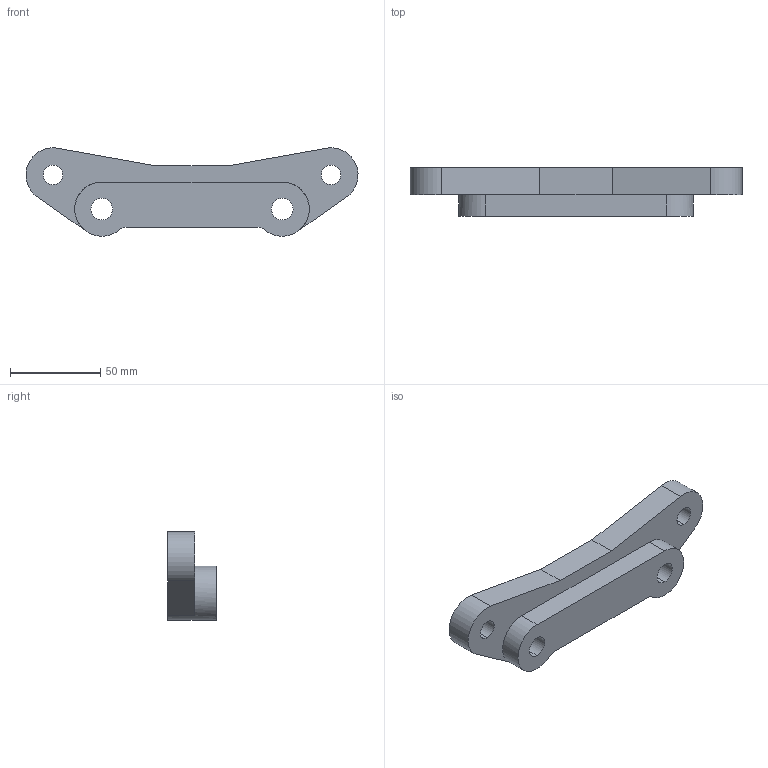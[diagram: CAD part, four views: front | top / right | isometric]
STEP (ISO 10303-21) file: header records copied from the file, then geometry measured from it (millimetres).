
FILE_DESCRIPTION (( 'STEP AP214' ), '1' );
FILE_NAME ('CalesEtriersBrembo607_SubaruGT.STEP', '2021-03-09T13:20:07', ( '' ), ( '' ), 'SwSTEP 2.0', 'SolidWorks 2019', '' );
FILE_SCHEMA (( 'AUTOMOTIVE_DESIGN' ));
Length unit declared in the file: millimetre
Products named in the file (1): CalesEtriersBrembo607_SubaruGT
Bounding box: 183.95 x 27 x 49 mm (x, y, z)
Volume: 118598.7 mm3; surface area: 26192.3 mm2
Topology: 1 solids, 1 shells, 32 faces, 84 edges, 56 vertices
Faces by surface type: cylinder 20, plane 12
Entity records: 1104 total; most frequent: DIRECTION 192, CARTESIAN_POINT 173, ORIENTED_EDGE 168, EDGE_CURVE 84, AXIS2_PLACEMENT_3D 75, VERTEX_POINT 56, LINE 42, EDGE_LOOP 42
